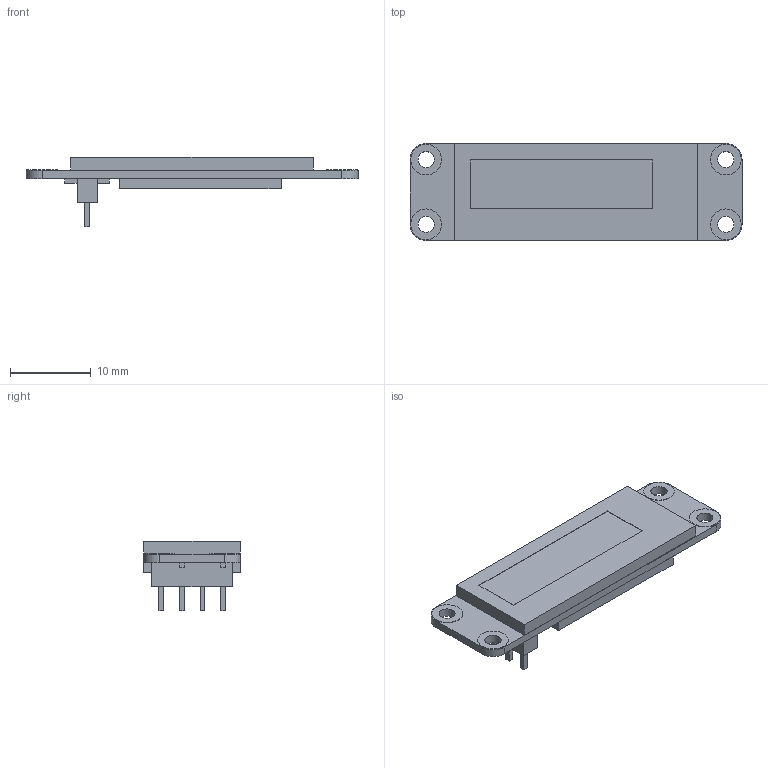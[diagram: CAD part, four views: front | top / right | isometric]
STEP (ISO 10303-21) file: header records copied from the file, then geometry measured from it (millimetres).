
FILE_DESCRIPTION (( 'STEP AP214' ), '1' );
FILE_NAME ('Monochrome 0.91’’ 128x32 I2C OLED Display DFR0647 (DFROBOT).STEP', '2021-04-02T09:08:34', ( '' ), ( '' ), 'SwSTEP 2.0', 'SolidWorks 2019', '' );
FILE_SCHEMA (( 'AUTOMOTIVE_DESIGN' ));
Length unit declared in the file: millimetre
Products named in the file (1): Monochrome 0.91’’ 128x32 I2C OLED Display DFR0647 (DFROBOT)
Bounding box: 41 x 12 x 8.6 mm (x, y, z)
Volume: 1435.6 mm3; surface area: 1419.6 mm2
Topology: 1 solids, 1 shells, 155 faces, 404 edges, 268 vertices
Faces by surface type: plane 115, cylinder 24, bspline 16
Entity records: 7192 total; most frequent: CARTESIAN_POINT 1932, ORIENTED_EDGE 808, DIRECTION 704, EDGE_CURVE 404, VECTOR 320, LINE 320, VERTEX_POINT 268, AXIS2_PLACEMENT_3D 192
